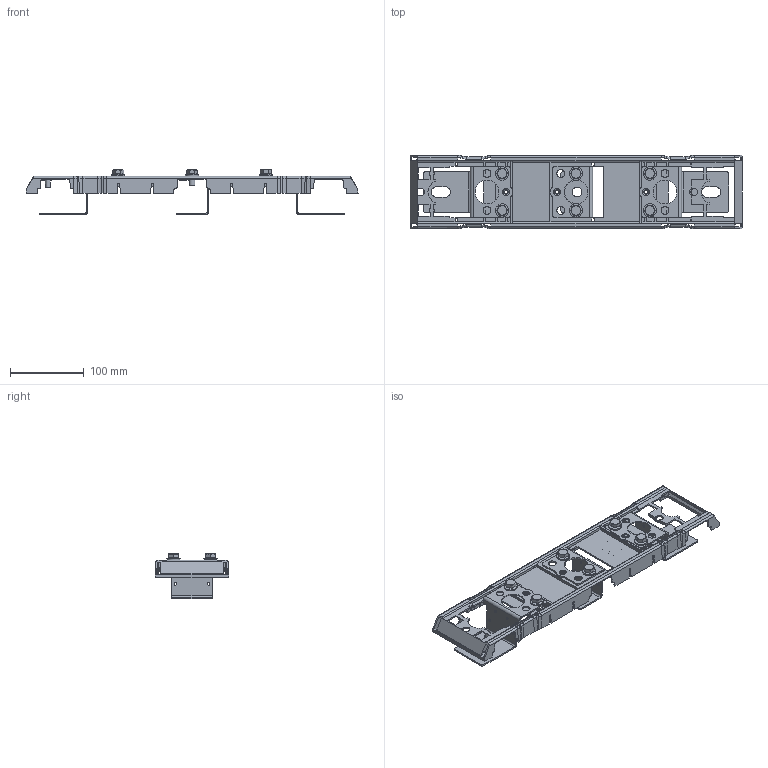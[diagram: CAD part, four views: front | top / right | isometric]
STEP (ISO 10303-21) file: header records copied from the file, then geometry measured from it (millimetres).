
FILE_DESCRIPTION((''),'2;1');
FILE_NAME('L8500897_L_ADAPTERLEISTE_AL185__ASM','2021-05-13T',('marketing.praksa'),('Audax d.o.o.'),'CREO PARAMETRIC BY PTC INC, 2017480','CREO PARAMETRIC BY PTC INC, 2017480','');
FILE_SCHEMA(('AUTOMOTIVE_DESIGN { 1 0 10303 214 1 1 1 1 }'));
Length unit declared in the file: millimetre
Products named in the file (7): 67315_SECHSKANTSCHRAUBE__M8X1_1; 66901_SPANNSCHEIBE_DIN_6796-8_1; 155991_08_ADAPTERWINKEL_52MM_TI; 155991_09_ADAPTERWINKEL_52MM_TI; PRT9549; LLLL; L8500897_L_ADAPTERLEISTE_AL185__ASM
Assembly tree (17 placements, depth 2):
  L8500897_L_ADAPTERLEISTE_AL185__ASM
    67315_SECHSKANTSCHRAUBE__M8X1_1  x6
    66901_SPANNSCHEIBE_DIN_6796-8_1  x6
    155991_08_ADAPTERWINKEL_52MM_TI
    155991_09_ADAPTERWINKEL_52MM_TI  x2
    PRT9549
    LLLL
Bounding box: 449.6 x 99.5 x 61.05 mm (x, y, z)
Volume: 161102.5 mm3; surface area: 170389 mm2
Topology: 19 solids, 19 shells, 1178 faces, 3495 edges, 2322 vertices
Faces by surface type: plane 701, cylinder 297, cone 142, torus 38
Entity records: 50917 total; most frequent: CARTESIAN_POINT 6874, ORIENTED_EDGE 6044, DIRECTION 5415, PRESENTATION_STYLE_ASSIGNMENT 4018, STYLED_ITEM 4018, CURVE_STYLE 3022, EDGE_CURVE 3022, VECTOR 2207
